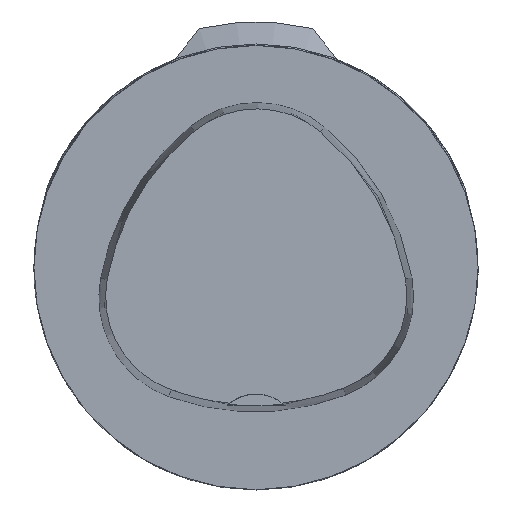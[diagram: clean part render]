
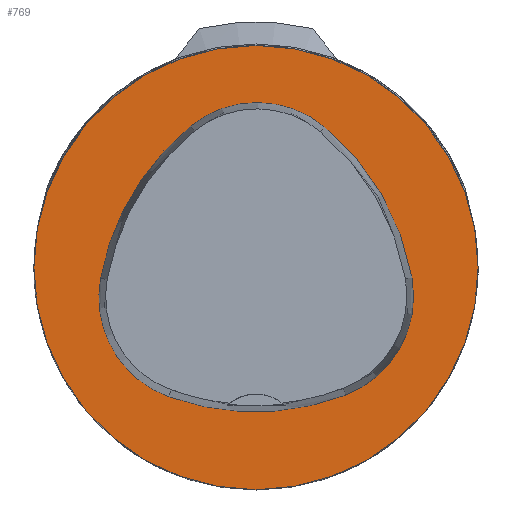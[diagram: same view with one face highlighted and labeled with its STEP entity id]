
A CAD part, top view. The second image highlights one B-rep face of the part: STEP entity #769.
In plain terms, the highlighted planar face has unit normal (0, 0, 1).
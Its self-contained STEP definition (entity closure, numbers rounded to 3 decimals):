
#148=FACE_BOUND('',#1181,.T.);
#149=FACE_BOUND('',#1182,.T.);
#216=PLANE('',#3498);
#769=ADVANCED_FACE('',(#148,#149),#216,.T.);
#1181=EDGE_LOOP('',(#1590,#1591,#1592,#1593,#1594,#1595));
#1182=EDGE_LOOP('',(#1596));
#1370=CIRCLE('',#3464,31.5);
#1377=CIRCLE('',#3476,36.);
#1379=CIRCLE('',#3479,15.);
#1381=CIRCLE('',#3482,36.);
#1383=CIRCLE('',#3485,15.);
#1387=CIRCLE('',#3490,36.);
#1389=CIRCLE('',#3493,15.);
#1590=ORIENTED_EDGE('',*,*,#2817,.T.);
#1591=ORIENTED_EDGE('',*,*,#2797,.T.);
#1592=ORIENTED_EDGE('',*,*,#2801,.T.);
#1593=ORIENTED_EDGE('',*,*,#2804,.T.);
#1594=ORIENTED_EDGE('',*,*,#2807,.T.);
#1595=ORIENTED_EDGE('',*,*,#2815,.T.);
#1596=ORIENTED_EDGE('',*,*,#2782,.F.);
#2465=VERTEX_POINT('',#4759);
#2480=VERTEX_POINT('',#4790);
#2481=VERTEX_POINT('',#4791);
#2484=VERTEX_POINT('',#4799);
#2486=VERTEX_POINT('',#4805);
#2488=VERTEX_POINT('',#4811);
#2495=VERTEX_POINT('',#4832);
#2782=EDGE_CURVE('',#2465,#2465,#1370,.T.);
#2797=EDGE_CURVE('',#2480,#2481,#1377,.T.);
#2801=EDGE_CURVE('',#2481,#2484,#1379,.T.);
#2804=EDGE_CURVE('',#2484,#2486,#1381,.T.);
#2807=EDGE_CURVE('',#2486,#2488,#1383,.T.);
#2815=EDGE_CURVE('',#2488,#2495,#1387,.T.);
#2817=EDGE_CURVE('',#2495,#2480,#1389,.T.);
#3464=AXIS2_PLACEMENT_3D('',#4758,#3828,#3829);
#3476=AXIS2_PLACEMENT_3D('',#4789,#3856,#3857);
#3479=AXIS2_PLACEMENT_3D('',#4798,#3864,#3865);
#3482=AXIS2_PLACEMENT_3D('',#4804,#3871,#3872);
#3485=AXIS2_PLACEMENT_3D('',#4810,#3878,#3879);
#3490=AXIS2_PLACEMENT_3D('',#4833,#3890,#3891);
#3493=AXIS2_PLACEMENT_3D('',#4836,#3896,#3897);
#3498=AXIS2_PLACEMENT_3D('',#4841,#3906,#3907);
#3828=DIRECTION('',(0.,0.,-1.));
#3829=DIRECTION('',(-1.,0.,0.));
#3856=DIRECTION('',(0.,0.,-1.));
#3857=DIRECTION('',(-1.,0.,0.));
#3864=DIRECTION('',(0.,0.,-1.));
#3865=DIRECTION('',(-1.,0.,0.));
#3871=DIRECTION('',(0.,0.,-1.));
#3872=DIRECTION('',(-1.,0.,0.));
#3878=DIRECTION('',(0.,0.,-1.));
#3879=DIRECTION('',(-1.,0.,0.));
#3890=DIRECTION('',(0.,0.,-1.));
#3891=DIRECTION('',(-1.,0.,0.));
#3896=DIRECTION('',(0.,0.,-1.));
#3897=DIRECTION('',(-1.,0.,0.));
#3906=DIRECTION('',(0.,0.,1.));
#3907=DIRECTION('',(1.,0.,0.));
#4758=CARTESIAN_POINT('',(0.,0.,0.));
#4759=CARTESIAN_POINT('',(-31.5,0.,0.));
#4789=CARTESIAN_POINT('',(13.398,-7.893,0.));
#4790=CARTESIAN_POINT('',(-22.041,-1.562,0.));
#4791=CARTESIAN_POINT('',(-9.317,20.036,0.));
#4798=CARTESIAN_POINT('',(0.148,8.399,0.));
#4799=CARTESIAN_POINT('',(9.779,19.898,0.));
#4804=CARTESIAN_POINT('',(-13.337,-7.7,0.));
#4805=CARTESIAN_POINT('',(22.122,-1.48,0.));
#4810=CARTESIAN_POINT('',(7.347,-4.071,0.));
#4811=CARTESIAN_POINT('',(12.693,-18.087,0.));
#4832=CARTESIAN_POINT('',(-12.373,-18.307,0.));
#4833=CARTESIAN_POINT('',(-0.137,15.55,0.));
#4836=CARTESIAN_POINT('',(-7.275,-4.2,0.));
#4841=CARTESIAN_POINT('',(0.,0.,0.));
